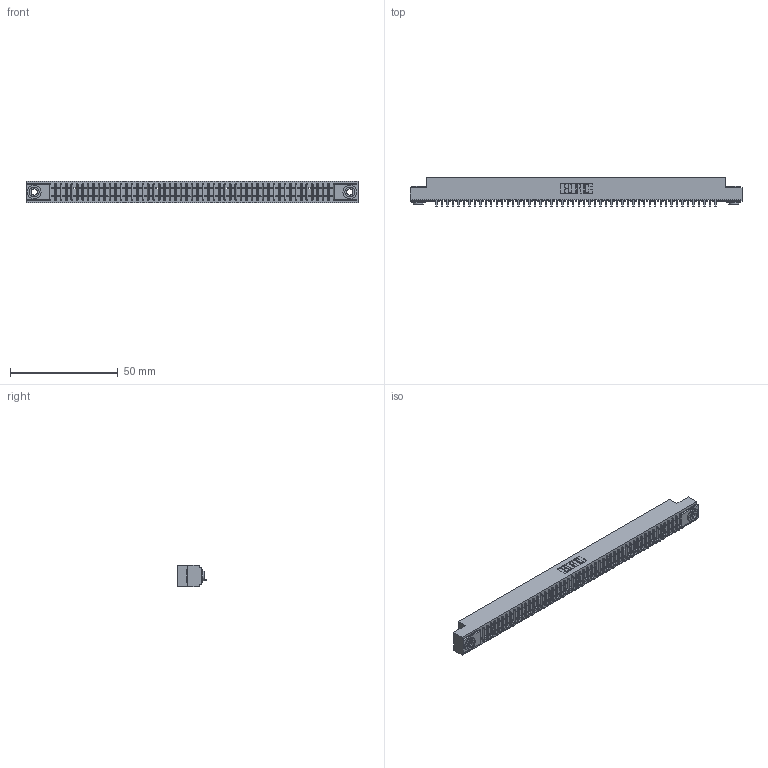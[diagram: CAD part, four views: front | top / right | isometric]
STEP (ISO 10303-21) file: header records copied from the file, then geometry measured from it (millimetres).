
FILE_DESCRIPTION (( 'STEP AP203' ), '1' );
FILE_NAME ('341-052-524-103.STEP', '2018-08-07T13:23:42', ( '' ), ( '' ), 'SwSTEP 2.0', 'SolidWorks 2016', '' );
FILE_SCHEMA (( 'CONFIG_CONTROL_DESIGN' ));
Length unit declared in the file: inch
Products named in the file (4): 345-250-002_345-250-002-102; 341-052-524-103; 341 Part_.156 (3.96) Dia Mounting Holes; 341-292-001_341-292-124
Assembly tree (55 placements, depth 2):
  341-052-524-103
    341 Part_.156 (3.96) Dia Mounting Holes
    341-292-001_341-292-124  x52
    345-250-002_345-250-002-102  x2
Bounding box: 154.31 x 13.64 x 10.16 mm (x, y, z)
Volume: 11027.8 mm3; surface area: 17446 mm2
Topology: 55 solids, 55 shells, 4432 faces, 12752 edges, 8182 vertices
Faces by surface type: plane 2744, cylinder 1472, sphere 106, torus 102, cone 8
Entity records: 61000 total; most frequent: CARTESIAN_POINT 10345, ORIENTED_EDGE 10324, DIRECTION 9994, EDGE_CURVE 5162, LINE 4172, VECTOR 4172, VERTEX_POINT 3262, AXIS2_PLACEMENT_3D 2911
